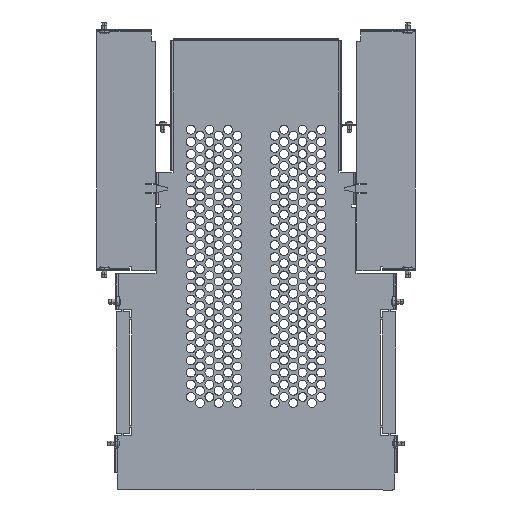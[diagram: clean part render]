
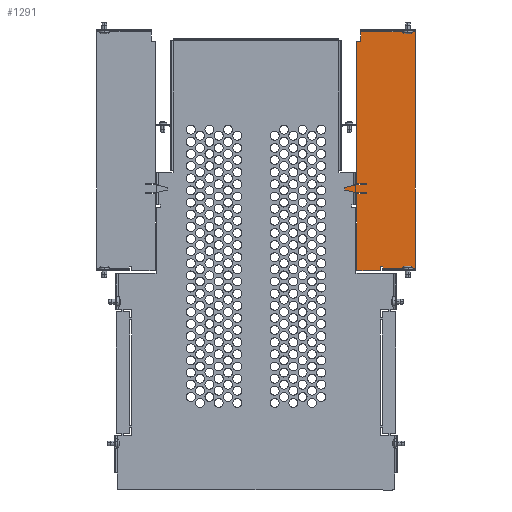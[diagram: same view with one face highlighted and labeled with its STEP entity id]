
A CAD part, front view. The second image highlights one B-rep face of the part: STEP entity #1291.
In plain terms, the highlighted planar face has unit normal (0, -1, 0).
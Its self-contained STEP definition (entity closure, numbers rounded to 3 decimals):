
#1291=ADVANCED_FACE('',(#3732),#3733,.T.);
#3732=FACE_OUTER_BOUND('',#7934,.T.);
#3733=PLANE('',#7935);
#7934=EDGE_LOOP('',(#12319,#12320,#12321,#12322,#12323,#12324,#12325,#12326,#12327,#12328,#12329,#12330,#12331,#12332,#12333,#12334,#12335,#12336,#12337,#12338));
#7935=AXIS2_PLACEMENT_3D('',#12339,#12340,#12341);
#12319=ORIENTED_EDGE('',*,*,#23531,.T.);
#12320=ORIENTED_EDGE('',*,*,#23532,.T.);
#12321=ORIENTED_EDGE('',*,*,#23533,.F.);
#12322=ORIENTED_EDGE('',*,*,#23534,.F.);
#12323=ORIENTED_EDGE('',*,*,#23535,.F.);
#12324=ORIENTED_EDGE('',*,*,#23536,.T.);
#12325=ORIENTED_EDGE('',*,*,#23537,.T.);
#12326=ORIENTED_EDGE('',*,*,#23538,.T.);
#12327=ORIENTED_EDGE('',*,*,#23539,.F.);
#12328=ORIENTED_EDGE('',*,*,#23540,.F.);
#12329=ORIENTED_EDGE('',*,*,#23541,.F.);
#12330=ORIENTED_EDGE('',*,*,#23542,.F.);
#12331=ORIENTED_EDGE('',*,*,#23543,.F.);
#12332=ORIENTED_EDGE('',*,*,#23544,.F.);
#12333=ORIENTED_EDGE('',*,*,#23508,.F.);
#12334=ORIENTED_EDGE('',*,*,#23545,.F.);
#12335=ORIENTED_EDGE('',*,*,#23546,.F.);
#12336=ORIENTED_EDGE('',*,*,#23547,.F.);
#12337=ORIENTED_EDGE('',*,*,#23504,.F.);
#12338=ORIENTED_EDGE('',*,*,#23548,.T.);
#12339=CARTESIAN_POINT('',(326.,61.0,569.));
#12340=DIRECTION('',(0.,-1.0,0.));
#12341=DIRECTION('',(0.0,0.,-1.0));
#23504=EDGE_CURVE('',#28088,#28090,#28091,.T.);
#23508=EDGE_CURVE('',#28094,#28097,#28098,.T.);
#23531=EDGE_CURVE('',#28138,#28139,#28140,.T.);
#23532=EDGE_CURVE('',#28139,#28141,#28142,.T.);
#23533=EDGE_CURVE('',#28143,#28141,#28144,.T.);
#23534=EDGE_CURVE('',#28145,#28143,#28146,.T.);
#23535=EDGE_CURVE('',#28147,#28145,#28148,.T.);
#23536=EDGE_CURVE('',#28147,#28149,#28150,.T.);
#23537=EDGE_CURVE('',#28149,#28151,#28152,.T.);
#23538=EDGE_CURVE('',#28151,#28153,#28154,.T.);
#23539=EDGE_CURVE('',#28155,#28153,#28156,.T.);
#23540=EDGE_CURVE('',#28157,#28155,#28158,.T.);
#23541=EDGE_CURVE('',#28159,#28157,#28160,.T.);
#23542=EDGE_CURVE('',#28161,#28159,#28162,.T.);
#23543=EDGE_CURVE('',#28163,#28161,#28164,.T.);
#23544=EDGE_CURVE('',#28097,#28163,#28165,.T.);
#23545=EDGE_CURVE('',#28166,#28094,#28167,.T.);
#23546=EDGE_CURVE('',#28168,#28166,#28169,.T.);
#23547=EDGE_CURVE('',#28090,#28168,#28170,.T.);
#23548=EDGE_CURVE('',#28088,#28138,#28171,.T.);
#28088=VERTEX_POINT('',#34772);
#28090=VERTEX_POINT('',#34775);
#28091=LINE('',#34776,#34777);
#28094=VERTEX_POINT('',#34781);
#28097=VERTEX_POINT('',#34785);
#28098=LINE('',#34786,#34787);
#28138=VERTEX_POINT('',#34847);
#28139=VERTEX_POINT('',#34848);
#28140=LINE('',#34849,#34850);
#28141=VERTEX_POINT('',#34851);
#28142=LINE('',#34852,#34853);
#28143=VERTEX_POINT('',#34854);
#28144=LINE('',#34855,#34856);
#28145=VERTEX_POINT('',#34857);
#28146=LINE('',#34858,#34859);
#28147=VERTEX_POINT('',#34860);
#28148=LINE('',#34861,#34862);
#28149=VERTEX_POINT('',#34863);
#28150=LINE('',#34864,#34865);
#28151=VERTEX_POINT('',#34866);
#28152=LINE('',#34867,#34868);
#28153=VERTEX_POINT('',#34869);
#28154=LINE('',#34870,#34871);
#28155=VERTEX_POINT('',#34872);
#28156=LINE('',#34873,#34874);
#28157=VERTEX_POINT('',#34875);
#28158=LINE('',#34876,#34877);
#28159=VERTEX_POINT('',#34878);
#28160=LINE('',#34879,#34880);
#28161=VERTEX_POINT('',#34881);
#28162=LINE('',#34882,#34883);
#28163=VERTEX_POINT('',#34884);
#28164=LINE('',#34885,#34886);
#28165=LINE('',#34887,#34888);
#28166=VERTEX_POINT('',#34889);
#28167=LINE('',#34890,#34891);
#28168=VERTEX_POINT('',#34892);
#28169=LINE('',#34893,#34894);
#28170=LINE('',#34895,#34896);
#28171=LINE('',#34897,#34898);
#34772=CARTESIAN_POINT('',(321.,61.0,378.));
#34775=CARTESIAN_POINT('',(321.,61.0,554.));
#34776=CARTESIAN_POINT('',(321.,61.0,554.));
#34777=VECTOR('',#42782,1000.0);
#34781=CARTESIAN_POINT('',(393.,61.0,566.));
#34785=CARTESIAN_POINT('',(393.,61.0,274.));
#34786=CARTESIAN_POINT('',(393.,61.0,569.));
#34787=VECTOR('',#42785,1000.0);
#34847=CARTESIAN_POINT('',(333.,61.0,378.));
#34848=CARTESIAN_POINT('',(333.,61.0,377.));
#34849=CARTESIAN_POINT('',(333.,61.0,378.));
#34850=VECTOR('',#42806,1000.0);
#34851=CARTESIAN_POINT('',(321.,61.0,377.));
#34852=CARTESIAN_POINT('',(331.,61.0,377.));
#34853=VECTOR('',#42807,1000.0);
#34854=CARTESIAN_POINT('',(306.,61.0,373.5));
#34855=CARTESIAN_POINT('',(321.,61.0,377.));
#34856=VECTOR('',#42808,1000.0);
#34857=CARTESIAN_POINT('',(306.,61.0,370.5));
#34858=CARTESIAN_POINT('',(306.,61.0,373.5));
#34859=VECTOR('',#42809,1000.0);
#34860=CARTESIAN_POINT('',(321.,61.0,367.));
#34861=CARTESIAN_POINT('',(306.,61.0,370.5));
#34862=VECTOR('',#42810,1000.0);
#34863=CARTESIAN_POINT('',(333.,61.0,367.));
#34864=CARTESIAN_POINT('',(331.,61.0,367.));
#34865=VECTOR('',#42811,1000.0);
#34866=CARTESIAN_POINT('',(333.,61.0,366.));
#34867=CARTESIAN_POINT('',(333.,61.0,367.));
#34868=VECTOR('',#42812,1000.0);
#34869=CARTESIAN_POINT('',(321.,61.0,366.));
#34870=CARTESIAN_POINT('',(331.,61.0,366.));
#34871=VECTOR('',#42813,1000.0);
#34872=CARTESIAN_POINT('',(321.,61.0,271.));
#34873=CARTESIAN_POINT('',(321.,61.0,554.));
#34874=VECTOR('',#42814,1000.0);
#34875=CARTESIAN_POINT('',(350.5,61.0,271.));
#34876=CARTESIAN_POINT('',(350.5,61.0,271.));
#34877=VECTOR('',#42815,1000.0);
#34878=CARTESIAN_POINT('',(350.5,61.0,276.));
#34879=CARTESIAN_POINT('',(350.5,61.0,276.));
#34880=VECTOR('',#42816,1000.0);
#34881=CARTESIAN_POINT('',(353.,61.0,276.));
#34882=CARTESIAN_POINT('',(353.,61.0,276.));
#34883=VECTOR('',#42817,1000.0);
#34884=CARTESIAN_POINT('',(353.,61.0,274.));
#34885=CARTESIAN_POINT('',(353.,61.0,271.));
#34886=VECTOR('',#42818,1000.0);
#34887=CARTESIAN_POINT('',(393.,61.0,274.));
#34888=VECTOR('',#42819,1000.0);
#34889=CARTESIAN_POINT('',(326.,61.0,566.));
#34890=CARTESIAN_POINT('',(326.,61.0,566.));
#34891=VECTOR('',#42820,1000.0);
#34892=CARTESIAN_POINT('',(326.,61.0,554.));
#34893=CARTESIAN_POINT('',(326.,61.0,569.));
#34894=VECTOR('',#42821,1000.0);
#34895=CARTESIAN_POINT('',(326.,61.0,554.));
#34896=VECTOR('',#42822,1000.0);
#34897=CARTESIAN_POINT('',(331.,61.0,378.));
#34898=VECTOR('',#42823,1000.0);
#42782=DIRECTION('',(0.,0.,1.0));
#42785=DIRECTION('',(0.,0.,-1.0));
#42806=DIRECTION('',(0.,0.,-1.0));
#42807=DIRECTION('',(-1.0,0.,0.));
#42808=DIRECTION('',(0.974,0.,0.227));
#42809=DIRECTION('',(0.,0.,1.0));
#42810=DIRECTION('',(-0.974,0.,0.227));
#42811=DIRECTION('',(1.0,0.,0.));
#42812=DIRECTION('',(0.,0.,-1.0));
#42813=DIRECTION('',(-1.0,0.,0.));
#42814=DIRECTION('',(0.,0.,1.0));
#42815=DIRECTION('',(-1.0,0.,0.));
#42816=DIRECTION('',(0.,0.,-1.0));
#42817=DIRECTION('',(-1.0,0.,0.));
#42818=DIRECTION('',(0.,0.,1.0));
#42819=DIRECTION('',(-1.0,0.,0.));
#42820=DIRECTION('',(1.0,0.,0.));
#42821=DIRECTION('',(0.,0.,1.0));
#42822=DIRECTION('',(1.0,0.,0.));
#42823=DIRECTION('',(1.0,0.,0.));
